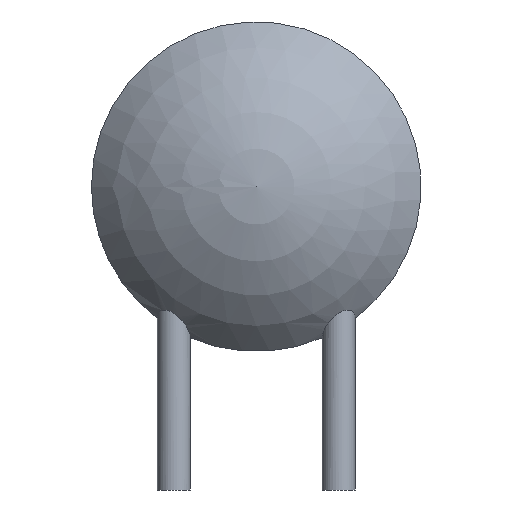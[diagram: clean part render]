
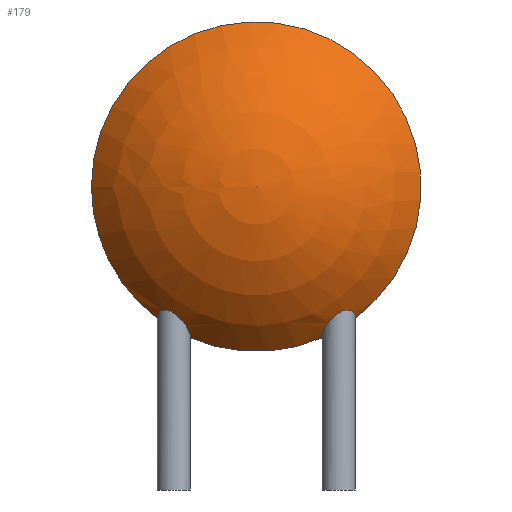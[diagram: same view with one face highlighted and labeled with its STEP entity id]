
A CAD part, front view. The second image highlights one B-rep face of the part: STEP entity #179.
In plain terms, the highlighted spherical face has radius 3.125 mm.
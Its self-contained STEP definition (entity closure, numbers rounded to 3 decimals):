
#51 = VERTEX_POINT('',#52);
#52 = CARTESIAN_POINT('',(-1.25,-0.25,0.68));
#58 = EDGE_CURVE('',#51,#59,#61,.T.);
#59 = VERTEX_POINT('',#60);
#60 = CARTESIAN_POINT('',(-1.,0.,0.309));
#61 = B_SPLINE_CURVE_WITH_KNOTS('',7,(#62,#63,#64,#65,#66,#67,#68,#69,
#70,#71,#72,#73,#74,#75,#76,#77,#78,#79,#80,#81),.UNSPECIFIED.,.F.,
.F.,(8,6,6,8),(0.,0.247,0.626,1.),.UNSPECIFIED.);
#62 = CARTESIAN_POINT('',(-1.25,-0.25,0.68));
#63 = CARTESIAN_POINT('',(-1.233,-0.25,0.669
));
#64 = CARTESIAN_POINT('',(-1.217,-0.249,0.657
));
#65 = CARTESIAN_POINT('',(-1.202,-0.246,0.645
));
#66 = CARTESIAN_POINT('',(-1.187,-0.243,0.632
));
#67 = CARTESIAN_POINT('',(-1.173,-0.239,0.62)
);
#68 = CARTESIAN_POINT('',(-1.16,-0.234,0.606
));
#69 = CARTESIAN_POINT('',(-1.127,-0.219,0.573
));
#70 = CARTESIAN_POINT('',(-1.109,-0.208,0.552
));
#71 = CARTESIAN_POINT('',(-1.093,-0.196,0.531
));
#72 = CARTESIAN_POINT('',(-1.077,-0.183,0.509)
);
#73 = CARTESIAN_POINT('',(-1.064,-0.168,0.488)
);
#74 = CARTESIAN_POINT('',(-1.051,-0.153,0.467
));
#75 = CARTESIAN_POINT('',(-1.029,-0.119,0.425
));
#76 = CARTESIAN_POINT('',(-1.02,-0.102,0.405)
);
#77 = CARTESIAN_POINT('',(-1.012,-0.083,
0.385));
#78 = CARTESIAN_POINT('',(-1.006,-0.064,
0.365));
#79 = CARTESIAN_POINT('',(-1.002,-0.043,
0.345));
#80 = CARTESIAN_POINT('',(-1.,-0.022,0.327));
#81 = CARTESIAN_POINT('',(-1.,0.,0.309));
#84 = VERTEX_POINT('',#85);
#85 = CARTESIAN_POINT('',(-1.5,0.,0.6));
#139 = EDGE_CURVE('',#84,#51,#140,.T.);
#140 = B_SPLINE_CURVE_WITH_KNOTS('',7,(#141,#142,#143,#144,#145,#146,
#147,#148,#149,#150,#151,#152,#153,#154,#155,#156,#157,#158,#159,
#160,#161,#162,#163,#164,#165,#166,#167,#168,#169,#170,#171,#172),
.UNSPECIFIED.,.F.,.F.,(8,6,6,6,6,8),(0.,0.241,0.446,
0.571,0.763,1.),.UNSPECIFIED.);
#141 = CARTESIAN_POINT('',(-1.5,0.,0.6));
#142 = CARTESIAN_POINT('',(-1.5,-0.01,0.609));
#143 = CARTESIAN_POINT('',(-1.5,-0.02,
0.618));
#144 = CARTESIAN_POINT('',(-1.499,-0.03,
0.627));
#145 = CARTESIAN_POINT('',(-1.497,-0.04,
0.636));
#146 = CARTESIAN_POINT('',(-1.495,-0.051,
0.645));
#147 = CARTESIAN_POINT('',(-1.493,-0.062,
0.654));
#148 = CARTESIAN_POINT('',(-1.486,-0.083,
0.67));
#149 = CARTESIAN_POINT('',(-1.483,-0.092,
0.677));
#150 = CARTESIAN_POINT('',(-1.479,-0.102,
0.684));
#151 = CARTESIAN_POINT('',(-1.474,-0.112,
0.691));
#152 = CARTESIAN_POINT('',(-1.469,-0.121,0.697
));
#153 = CARTESIAN_POINT('',(-1.463,-0.131,
0.702));
#154 = CARTESIAN_POINT('',(-1.453,-0.146,
0.711));
#155 = CARTESIAN_POINT('',(-1.449,-0.152,0.714
));
#156 = CARTESIAN_POINT('',(-1.444,-0.158,
0.716));
#157 = CARTESIAN_POINT('',(-1.439,-0.164,
0.719));
#158 = CARTESIAN_POINT('',(-1.434,-0.17,
0.722));
#159 = CARTESIAN_POINT('',(-1.428,-0.176,
0.724));
#160 = CARTESIAN_POINT('',(-1.411,-0.191,
0.728));
#161 = CARTESIAN_POINT('',(-1.401,-0.2,
0.73));
#162 = CARTESIAN_POINT('',(-1.389,-0.208,0.731
));
#163 = CARTESIAN_POINT('',(-1.378,-0.216,
0.73));
#164 = CARTESIAN_POINT('',(-1.365,-0.223,
0.729));
#165 = CARTESIAN_POINT('',(-1.353,-0.228,
0.726));
#166 = CARTESIAN_POINT('',(-1.324,-0.239,
0.718));
#167 = CARTESIAN_POINT('',(-1.31,-0.243,0.713
));
#168 = CARTESIAN_POINT('',(-1.297,-0.246,
0.707));
#169 = CARTESIAN_POINT('',(-1.284,-0.248,
0.7));
#170 = CARTESIAN_POINT('',(-1.272,-0.249,0.694
));
#171 = CARTESIAN_POINT('',(-1.261,-0.25,
0.687));
#172 = CARTESIAN_POINT('',(-1.25,-0.25,0.68));
#179 = ADVANCED_FACE('',(#180),#275,.T.);
#180 = FACE_BOUND('',#181,.T.);
#181 = EDGE_LOOP('',(#182,#193,#200,#201,#202,#211,#267,#274));
#182 = ORIENTED_EDGE('',*,*,#183,.F.);
#183 = EDGE_CURVE('',#184,#186,#188,.T.);
#184 = VERTEX_POINT('',#185);
#185 = CARTESIAN_POINT('',(-2.5,0.,2.6));
#186 = VERTEX_POINT('',#187);
#187 = CARTESIAN_POINT('',(0.,-1.25,2.6));
#188 = CIRCLE('',#189,3.125);
#189 = AXIS2_PLACEMENT_3D('',#190,#191,#192);
#190 = CARTESIAN_POINT('',(0.,1.875,2.6));
#191 = DIRECTION('',(0.,0.,1.));
#192 = DIRECTION('',(-0.8,-0.6,0.));
#193 = ORIENTED_EDGE('',*,*,#194,.T.);
#194 = EDGE_CURVE('',#184,#84,#195,.T.);
#195 = CIRCLE('',#196,2.5);
#196 = AXIS2_PLACEMENT_3D('',#197,#198,#199);
#197 = CARTESIAN_POINT('',(0.,0.,2.6));
#198 = DIRECTION('',(0.,-1.,0.));
#199 = DIRECTION('',(-1.,0.,0.));
#200 = ORIENTED_EDGE('',*,*,#139,.T.);
#201 = ORIENTED_EDGE('',*,*,#58,.T.);
#202 = ORIENTED_EDGE('',*,*,#203,.T.);
#203 = EDGE_CURVE('',#59,#204,#206,.T.);
#204 = VERTEX_POINT('',#205);
#205 = CARTESIAN_POINT('',(1.,0.,0.309));
#206 = CIRCLE('',#207,2.5);
#207 = AXIS2_PLACEMENT_3D('',#208,#209,#210);
#208 = CARTESIAN_POINT('',(0.,0.,2.6));
#209 = DIRECTION('',(0.,-1.,0.));
#210 = DIRECTION('',(-1.,0.,0.));
#211 = ORIENTED_EDGE('',*,*,#212,.T.);
#212 = EDGE_CURVE('',#204,#213,#215,.T.);
#213 = VERTEX_POINT('',#214);
#214 = CARTESIAN_POINT('',(1.5,0.,0.6));
#215 = B_SPLINE_CURVE_WITH_KNOTS('',8,(#216,#217,#218,#219,#220,#221,
#222,#223,#224,#225,#226,#227,#228,#229,#230,#231,#232,#233,#234,
#235,#236,#237,#238,#239,#240,#241,#242,#243,#244,#245,#246,#247,
#248,#249,#250,#251,#252,#253,#254,#255,#256,#257,#258,#259,#260,
#261,#262,#263,#264,#265,#266),.UNSPECIFIED.,.F.,.F.,(9,7,7,7,7,7,7,
9),(0.,0.199,0.389,0.551,0.688,
0.752,0.873,1.),.UNSPECIFIED.);
#216 = CARTESIAN_POINT('',(1.,0.,0.309));
#217 = CARTESIAN_POINT('',(1.,-0.015,0.321));
#218 = CARTESIAN_POINT('',(1.001,-0.03,
0.334));
#219 = CARTESIAN_POINT('',(1.003,-0.044,
0.347));
#220 = CARTESIAN_POINT('',(1.006,-0.058,
0.36));
#221 = CARTESIAN_POINT('',(1.01,-0.072,
0.374));
#222 = CARTESIAN_POINT('',(1.014,-0.086,
0.388));
#223 = CARTESIAN_POINT('',(1.02,-0.099,
0.402));
#224 = CARTESIAN_POINT('',(1.033,-0.124,0.431
));
#225 = CARTESIAN_POINT('',(1.039,-0.136,0.446
));
#226 = CARTESIAN_POINT('',(1.047,-0.148,0.46
));
#227 = CARTESIAN_POINT('',(1.056,-0.159,0.475
));
#228 = CARTESIAN_POINT('',(1.065,-0.17,0.49
));
#229 = CARTESIAN_POINT('',(1.075,-0.18,0.506
));
#230 = CARTESIAN_POINT('',(1.087,-0.19,0.521
));
#231 = CARTESIAN_POINT('',(1.109,-0.207,0.551
));
#232 = CARTESIAN_POINT('',(1.121,-0.215,0.565
));
#233 = CARTESIAN_POINT('',(1.133,-0.222,0.579)
);
#234 = CARTESIAN_POINT('',(1.146,-0.228,0.593
));
#235 = CARTESIAN_POINT('',(1.16,-0.234,0.607
));
#236 = CARTESIAN_POINT('',(1.175,-0.239,0.621
));
#237 = CARTESIAN_POINT('',(1.191,-0.244,0.636)
);
#238 = CARTESIAN_POINT('',(1.224,-0.249,0.662
));
#239 = CARTESIAN_POINT('',(1.239,-0.251,0.673)
);
#240 = CARTESIAN_POINT('',(1.256,-0.251,0.685
));
#241 = CARTESIAN_POINT('',(1.275,-0.25,0.696)
);
#242 = CARTESIAN_POINT('',(1.293,-0.248,0.706
));
#243 = CARTESIAN_POINT('',(1.313,-0.243,0.714)
);
#244 = CARTESIAN_POINT('',(1.332,-0.237,0.721
));
#245 = CARTESIAN_POINT('',(1.359,-0.225,0.727)
);
#246 = CARTESIAN_POINT('',(1.368,-0.221,0.729
));
#247 = CARTESIAN_POINT('',(1.376,-0.216,0.73
));
#248 = CARTESIAN_POINT('',(1.385,-0.211,0.73
));
#249 = CARTESIAN_POINT('',(1.393,-0.206,0.73)
);
#250 = CARTESIAN_POINT('',(1.401,-0.2,0.73
));
#251 = CARTESIAN_POINT('',(1.408,-0.194,0.728
));
#252 = CARTESIAN_POINT('',(1.429,-0.175,0.724)
);
#253 = CARTESIAN_POINT('',(1.44,-0.163,0.719)
);
#254 = CARTESIAN_POINT('',(1.45,-0.151,0.714
));
#255 = CARTESIAN_POINT('',(1.459,-0.139,0.708
));
#256 = CARTESIAN_POINT('',(1.466,-0.128,0.701)
);
#257 = CARTESIAN_POINT('',(1.472,-0.116,0.693
));
#258 = CARTESIAN_POINT('',(1.477,-0.104,0.686
));
#259 = CARTESIAN_POINT('',(1.487,-0.081,
0.669));
#260 = CARTESIAN_POINT('',(1.491,-0.069,
0.66));
#261 = CARTESIAN_POINT('',(1.494,-0.057,
0.651));
#262 = CARTESIAN_POINT('',(1.496,-0.046,
0.641));
#263 = CARTESIAN_POINT('',(1.498,-0.034,
0.631));
#264 = CARTESIAN_POINT('',(1.499,-0.023,
0.621));
#265 = CARTESIAN_POINT('',(1.5,-0.011,0.611));
#266 = CARTESIAN_POINT('',(1.5,0.,0.6));
#267 = ORIENTED_EDGE('',*,*,#268,.T.);
#268 = EDGE_CURVE('',#213,#184,#269,.T.);
#269 = CIRCLE('',#270,2.5);
#270 = AXIS2_PLACEMENT_3D('',#271,#272,#273);
#271 = CARTESIAN_POINT('',(0.,0.,2.6));
#272 = DIRECTION('',(0.,-1.,0.));
#273 = DIRECTION('',(-1.,0.,0.));
#274 = ORIENTED_EDGE('',*,*,#183,.T.);
#275 = SPHERICAL_SURFACE('',#276,3.125);
#276 = AXIS2_PLACEMENT_3D('',#277,#278,#279);
#277 = CARTESIAN_POINT('',(0.,1.875,2.6));
#278 = DIRECTION('',(0.,-1.,0.));
#279 = DIRECTION('',(-1.,0.,0.));
